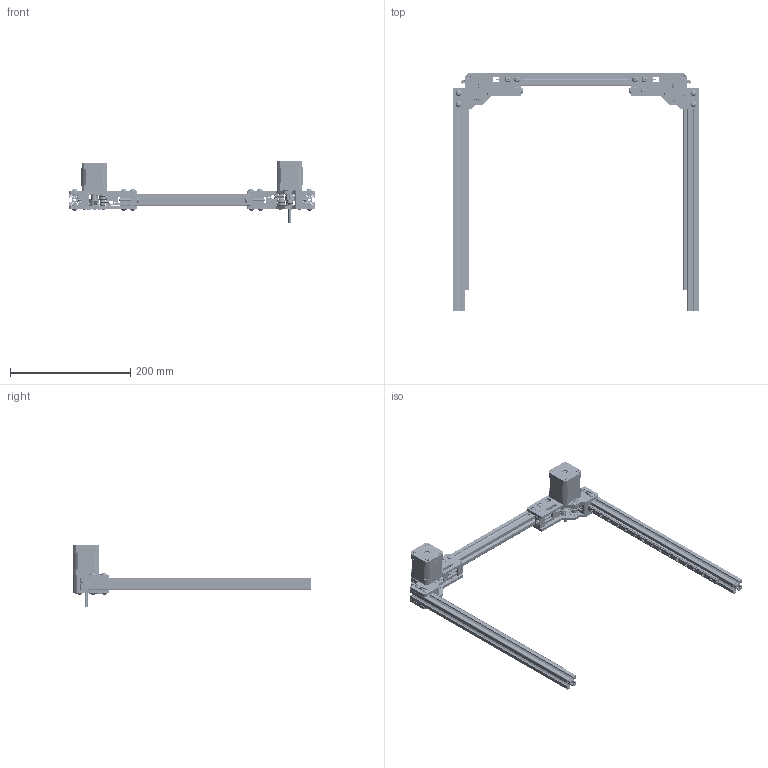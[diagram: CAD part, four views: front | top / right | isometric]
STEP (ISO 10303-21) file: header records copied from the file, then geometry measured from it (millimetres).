
FILE_DESCRIPTION(/* description */ ('','CAx-IF Rec.Pracs.---Representation and Presentation of Product Manufacturing Information (PMI)---4.0---2014-10-13'),/* implementation_level */ '2;1');
FILE_NAME(/* name */ '_24_Sheet_metal_VT_6mm_rear_motor_mounts_FT_1.step',/* time_stamp */ '2024-12-16T14:12:28+01:00',/* author */ (''),/* organization */ (''),/* preprocessor_version */ 'ST-DEVELOPER v20',/* originating_system */ 'Autodesk Translation Framework v13.20.0.188',/* authorisation */ '');
FILE_SCHEMA (('AP242_MANAGED_MODEL_BASED_3D_ENGINEERING_MIM_LF { 1 0 10303 442 1 1 4 }'));
Products named in the file (50): _24_Sheet_metal_VT_6mm_rear_motor_mounts_FT_1; _Sheet_metal_VT_6mm_rear_right_motor_mount_0; _Sheet_metal_VT_6mm_rear_right_motor_mount_hardware_0; _Sheet_metal_6mm_rear_right_motor_mount_motion_0; NEMA17 with 55mm long shaft; _S55 shaft; _GT2_20T_6mm_pulley_de-hubbed; Sheet_metal_6mm_spacer_a_2_or_2.5mm; _Sheet_metal_VT_6mm_rear_motor_mount_1; _Sheet_metal_VT_6mm_rear_motor_mount_hardware_1; M3x6 BHCS; Tensioner wire for 6mm; M5x30 BHCS; M3x35 BHCS; M3xD6x20 spacer; M3 washer; M5x16 BHCS; M5 washer; M3x6 FHCS; M3x8 FHCS; M5x10 BHCS; _Sheet_metal_6mm_rear_motor_mount_motion_1; GT2 20T 6mm pulley; Shim 0.2mm; Di=5mm L0=5mm compression spring; _GT2_20T_6mm_pulley_de-hubbed_1; GT2 20T 6mm pulley de-hubbed; M4x2.5 set screw; F695 flanged bearing; Shim 1mm; Shim 0.5mm; M5xD8x5 spacer; D5x30 smooth pin; NEMA17; _stepper; _standard shaft; Sheet_metal_6mm_spacer_b_2_or_2.5mm; Sheet_metal_6mm_tensioner_b_4.7-5mm; Sheet_metal_6mm_tensioner_a_4.7-5mm; Sheet_metal_6mm_tensioner_c_4.7-5mm ...
Assembly tree (183 placements, depth 5):
  _24_Sheet_metal_VT_6mm_rear_motor_mounts_FT_1
    _Sheet_metal_VT_6mm_rear_right_motor_mount_0
      Sheet_metal_VT_rear_motor_mount_b_4.7-5mm
      Sheet_metal_VT_rear_motor_mount_a_4.7-5mm
      Sheet_metal_VT_6mm_rear_motor_mount_alignment_helper
      _Sheet_metal_VT_6mm_rear_right_motor_mount_hardware_0
        M3x6 BHCS  x3
        M3 washer  x3
        M3xD6x20 spacer  x3
        M5x10 BHCS  x8
        M3x35 BHCS  x3
        M3x6 FHCS  x4
        Tensioner wire for 6mm
        M5x30 BHCS
        M5 washer  x2
        M5x16 BHCS
        M5 2020 drop-in T-nut  x5
      _Sheet_metal_6mm_rear_right_motor_mount_motion_0
        F695 flanged bearing  x5
        Shim 0.2mm
        Di=5mm L0=5mm compression spring
        D5x30 smooth pin  x2
        Shim 1mm  x3
        NEMA17 with 55mm long shaft
          _S55 shaft
          _stepper
        _GT2_20T_6mm_pulley_de-hubbed
          GT2 20T 6mm pulley de-hubbed
          M4x2.5 set screw  x2
        GT2 20T 6mm pulley
        Shim 0.5mm
        M5xD8x5 spacer  x2
      Sheet_metal_6mm_tensioner_b_4.7-5mm
      Sheet_metal_6mm_spacer_a_2_or_2.5mm
      Sheet_metal_6mm_tensioner_a_4.7-5mm
      Sheet_metal_6mm_tensioner_c_4.7-5mm
    M5x16 BHCS  x2
    M5 2020 drop-in T-nut  x2
    M5 washer  x2
    _Sheet_metal_VT_6mm_rear_motor_mount_1
      _Sheet_metal_VT_6mm_rear_motor_mount_hardware_1
        M5 washer  x2
        M3x6 BHCS
        Tensioner wire for 6mm
        M3x6 FHCS  x4
        M3 washer  x3
        M3x35 BHCS  x3
        M5x30 BHCS
        M5x10 BHCS  x8
        M3xD6x20 spacer  x3
        M5x16 BHCS
        M5 2020 drop-in T-nut  x5
        M3x8 FHCS  x2
      _Sheet_metal_6mm_rear_motor_mount_motion_1
        F695 flanged bearing  x5
        GT2 20T 6mm pulley
        Shim 0.2mm
        Di=5mm L0=5mm compression spring
        D5x30 smooth pin  x2
        _GT2_20T_6mm_pulley_de-hubbed_1
Bounding box: 410 x 394.1 x 102 mm (x, y, z)
Volume: 526059.8 mm3; surface area: 341812.5 mm2
Topology: 189 solids, 189 shells, 4666 faces, 11128 edges, 7014 vertices
Faces by surface type: plane 2064, cylinder 1556, cone 810, bspline 114, torus 70, sphere 52
Full cylindrical faces by diameter (mm): 0.8 x2, 2.464 x8, 2.5 x18, 3 x66, 3.1 x22, 3.2 x6, 3.4 x6, 3.5 x30, 4.2 x25, 5 x56, 5.001 x2, 5.1 x12, 5.2 x4, 5.3 x6, 5.5 x30, 5.7 x10, 6 x46, 6.1 x2, 6.2 x2, 6.5 x22, 7 x6, 7.823 x4, 8 x14, 8.141 x4, 9 x2, 9.5 x22, 10 x8, 10.4 x4, 11.5 x20, 12 x4
Entity records: 55808 total; most frequent: CARTESIAN_POINT 11916, DIRECTION 9479, ORIENTED_EDGE 8382, EDGE_CURVE 4191, AXIS2_PLACEMENT_3D 3542, VERTEX_POINT 2695, LINE 2395, VECTOR 2395
